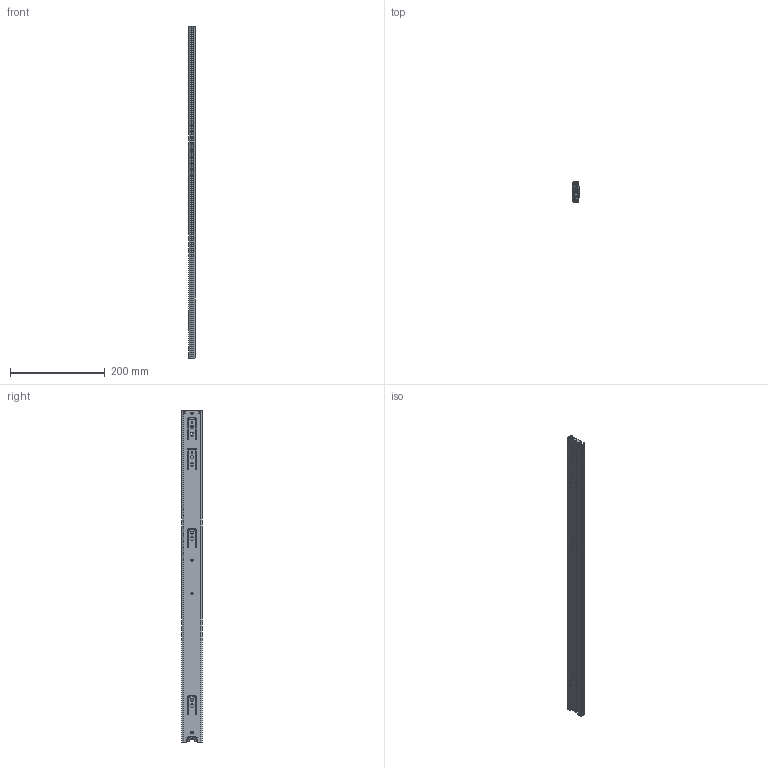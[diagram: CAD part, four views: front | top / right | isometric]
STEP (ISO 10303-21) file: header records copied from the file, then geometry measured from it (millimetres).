
FILE_DESCRIPTION (( 'STEP AP214' ), '1' );
FILE_NAME ('FR_5045_OE.0700mm_28inch_closed.STEP', '2022-10-31T10:54:27', ( '' ), ( '' ), 'SwSTEP 2.0', 'SolidWorks 2020', '' );
FILE_SCHEMA (( 'AUTOMOTIVE_DESIGN' ));
Length unit declared in the file: millimetre
Products named in the file (11): 5043 RIVET; 5043.XXX-01.C030_NL  700; 5043.XXX-03.C030_NL  700; 5043.XXX-02.C030_NL  700; 5043 TRIGGER; 5043 DETENT; FR_5045_OE.0700mm_28inch_closed; 5043 MIDDLE STOP
Assembly tree (10 placements, depth 3):
  FR_5045_OE.0700mm_28inch_closed
    5043.XXX-01.C030_NL  700
      5043.XXX-01.C030_NL  700
      5043 DETENT
    5043.XXX-03.C030_NL  700
      5043.XXX-03.C030_NL  700
      5043 TRIGGER
      5043 RIVET
    5043.XXX-02.C030_NL  700
      5043.XXX-02.C030_NL  700
      5043 MIDDLE STOP
Bounding box: 12.7 x 43.18 x 700 mm (x, y, z)
Volume: 114164.3 mm3; surface area: 222543.8 mm2
Topology: 7 solids, 7 shells, 692 faces, 1759 edges, 1077 vertices
Faces by surface type: plane 360, cylinder 278, bspline 40, torus 8, cone 6
Entity records: 21897 total; most frequent: CARTESIAN_POINT 4532, DIRECTION 3645, ORIENTED_EDGE 3514, EDGE_CURVE 1757, AXIS2_PLACEMENT_3D 1294, VERTEX_POINT 1077, LINE 1057, VECTOR 1057
